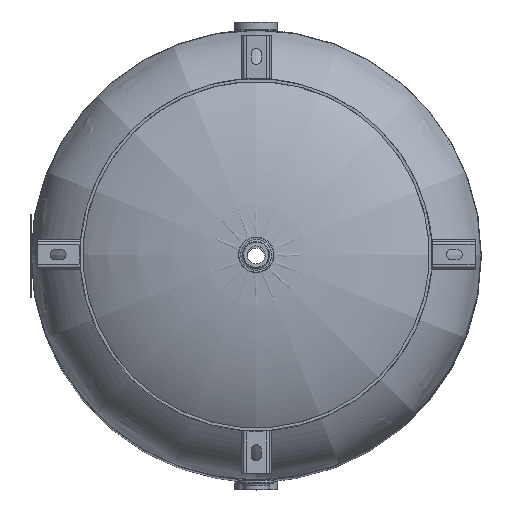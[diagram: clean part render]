
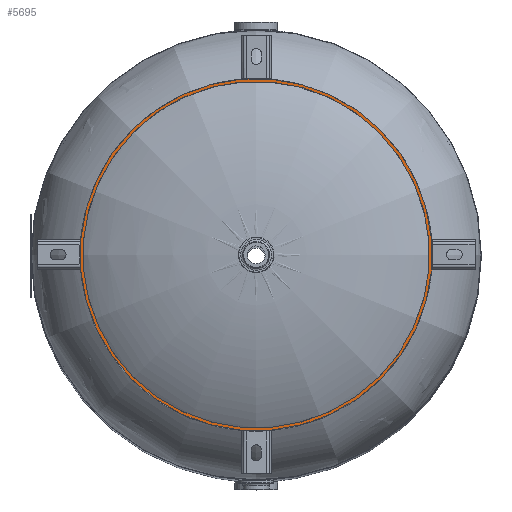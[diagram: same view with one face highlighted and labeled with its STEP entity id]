
A CAD part, top view. The second image highlights one B-rep face of the part: STEP entity #5695.
In plain terms, the highlighted planar face has unit normal (0, 0, 1).
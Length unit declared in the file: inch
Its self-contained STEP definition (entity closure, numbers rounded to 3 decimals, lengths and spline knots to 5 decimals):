
#393=CIRCLE('',#6307,11.75);
#401=CIRCLE('',#6321,11.563);
#530=PLANE('',#6322);
#763=FACE_OUTER_BOUND('',#1090,.T.);
#1090=EDGE_LOOP('',(#4299,#4300,#4301,#4302));
#1419=LINE('',#10843,#1927);
#1423=LINE('',#10864,#1931);
#1927=VECTOR('',#6955,0.3937);
#1931=VECTOR('',#6989,0.3937);
#2652=VERTEX_POINT('',#10840);
#2653=VERTEX_POINT('',#10842);
#2654=VERTEX_POINT('',#10847);
#2655=VERTEX_POINT('',#10862);
#3267=EDGE_CURVE('',#2652,#2653,#1419,.T.);
#3271=EDGE_CURVE('',#2654,#2652,#393,.T.);
#3280=EDGE_CURVE('',#2655,#2654,#1423,.T.);
#3281=EDGE_CURVE('',#2653,#2655,#401,.T.);
#4299=ORIENTED_EDGE('',*,*,#3280,.F.);
#4300=ORIENTED_EDGE('',*,*,#3281,.F.);
#4301=ORIENTED_EDGE('',*,*,#3267,.F.);
#4302=ORIENTED_EDGE('',*,*,#3271,.F.);
#5695=ADVANCED_FACE('',(#763),#530,.T.);
#6307=AXIS2_PLACEMENT_3D('',#10849,#6962,#6963);
#6321=AXIS2_PLACEMENT_3D('',#10866,#6992,#6993);
#6322=AXIS2_PLACEMENT_3D('',#10867,#6994,#6995);
#6955=DIRECTION('',(-0.707,-0.707,0.));
#6962=DIRECTION('center_axis',(0.,0.,
-1.));
#6963=DIRECTION('ref_axis',(0.707,0.707,0.));
#6989=DIRECTION('',(0.707,0.707,0.));
#6992=DIRECTION('center_axis',(0.,0.,
1.));
#6993=DIRECTION('ref_axis',(0.707,0.707,0.));
#6994=DIRECTION('center_axis',(0.,0.,
1.));
#6995=DIRECTION('ref_axis',(1.,0.,0.));
#10840=CARTESIAN_POINT('',(8.30821,8.30879,5.375));
#10842=CARTESIAN_POINT('',(8.17599,8.17656,5.375));
#10843=CARTESIAN_POINT('',(8.17599,8.17656,5.375));
#10847=CARTESIAN_POINT('',(8.3085,8.3085,5.375));
#10849=CARTESIAN_POINT('Origin',(0.,0.,
5.375));
#10862=CARTESIAN_POINT('',(8.17628,8.17628,5.375));
#10864=CARTESIAN_POINT('',(8.3085,8.3085,5.375));
#10866=CARTESIAN_POINT('Origin',(0.,0.,
5.375));
#10867=CARTESIAN_POINT('Origin',(8.17628,8.17628,5.375));
